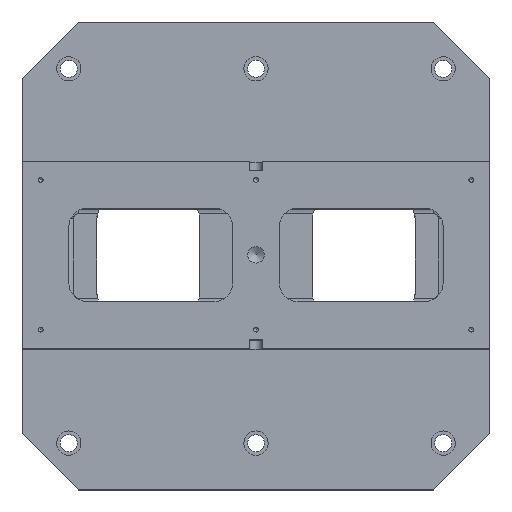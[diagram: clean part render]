
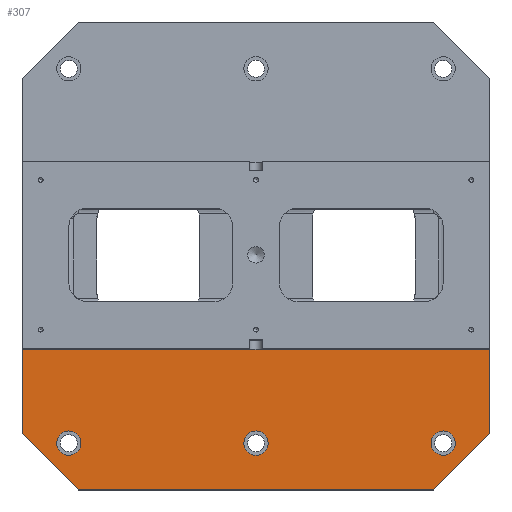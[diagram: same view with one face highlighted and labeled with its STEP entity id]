
A CAD part, top view. The second image highlights one B-rep face of the part: STEP entity #307.
In plain terms, the highlighted planar face has unit normal (0, 0, 1).
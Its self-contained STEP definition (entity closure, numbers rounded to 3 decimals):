
#307 = ADVANCED_FACE( '', ( #1344, #1345, #1346, #1347 ), #1348, .T. );
#1344 = FACE_BOUND( '', #12570, .T. );
#1345 = FACE_BOUND( '', #12571, .T. );
#1346 = FACE_BOUND( '', #12572, .T. );
#1347 = FACE_OUTER_BOUND( '', #12573, .T. );
#1348 = PLANE( '', #12574 );
#12570 = EDGE_LOOP( '', ( #24656 ) );
#12571 = EDGE_LOOP( '', ( #24657 ) );
#12572 = EDGE_LOOP( '', ( #24658 ) );
#12573 = EDGE_LOOP( '', ( #24659, #24660, #24661, #24662, #24663, #24664 ) );
#12574 = AXIS2_PLACEMENT_3D( '', #24665, #24666, #24667 );
#24656 = ORIENTED_EDGE( '', *, *, #29356, .T. );
#24657 = ORIENTED_EDGE( '', *, *, #29362, .T. );
#24658 = ORIENTED_EDGE( '', *, *, #29365, .T. );
#24659 = ORIENTED_EDGE( '', *, *, #29477, .T. );
#24660 = ORIENTED_EDGE( '', *, *, #29478, .T. );
#24661 = ORIENTED_EDGE( '', *, *, #29479, .T. );
#24662 = ORIENTED_EDGE( '', *, *, #29040, .T. );
#24663 = ORIENTED_EDGE( '', *, *, #29429, .T. );
#24664 = ORIENTED_EDGE( '', *, *, #29373, .T. );
#24665 = CARTESIAN_POINT( '', ( -250., -250., 50. ) );
#24666 = DIRECTION( '', ( 0., 0., 1. ) );
#24667 = DIRECTION( '', ( 1., 0., 0. ) );
#29040 = EDGE_CURVE( '', #31306, #31304, #31307, .T. );
#29356 = EDGE_CURVE( '', #31832, #31832, #31833, .T. );
#29362 = EDGE_CURVE( '', #31844, #31844, #31845, .T. );
#29365 = EDGE_CURVE( '', #31850, #31850, #31851, .T. );
#29373 = EDGE_CURVE( '', #31866, #31867, #31868, .F. );
#29429 = EDGE_CURVE( '', #31304, #31866, #31970, .T. );
#29477 = EDGE_CURVE( '', #31867, #32060, #32061, .T. );
#29478 = EDGE_CURVE( '', #32060, #32062, #32063, .F. );
#29479 = EDGE_CURVE( '', #32062, #31306, #32064, .T. );
#31304 = VERTEX_POINT( '', #40096 );
#31306 = VERTEX_POINT( '', #40099 );
#31307 = LINE( '', #40100, #40101 );
#31832 = VERTEX_POINT( '', #40904 );
#31833 = CIRCLE( '', #40905, 13. );
#31844 = VERTEX_POINT( '', #40916 );
#31845 = CIRCLE( '', #40917, 13. );
#31850 = VERTEX_POINT( '', #40922 );
#31851 = CIRCLE( '', #40923, 13. );
#31866 = VERTEX_POINT( '', #40938 );
#31867 = VERTEX_POINT( '', #40939 );
#31868 = LINE( '', #40940, #40941 );
#31970 = LINE( '', #41098, #41099 );
#32060 = VERTEX_POINT( '', #41236 );
#32061 = LINE( '', #41237, #41238 );
#32062 = VERTEX_POINT( '', #41239 );
#32063 = LINE( '', #41240, #41241 );
#32064 = LINE( '', #41242, #41243 );
#40096 = CARTESIAN_POINT( '', ( -250., -100., 50. ) );
#40099 = CARTESIAN_POINT( '', ( 250., -100., 50. ) );
#40100 = CARTESIAN_POINT( '', ( -250., -100., 50. ) );
#40101 = VECTOR( '', #48726, 1000. );
#40904 = CARTESIAN_POINT( '', ( -200., -213., 50. ) );
#40905 = AXIS2_PLACEMENT_3D( '', #49086, #49087, #49088 );
#40916 = CARTESIAN_POINT( '', ( 0., -213., 50. ) );
#40917 = AXIS2_PLACEMENT_3D( '', #49104, #49105, #49106 );
#40922 = CARTESIAN_POINT( '', ( 200., -213., 50. ) );
#40923 = AXIS2_PLACEMENT_3D( '', #49113, #49114, #49115 );
#40938 = CARTESIAN_POINT( '', ( -250., -190., 50. ) );
#40939 = CARTESIAN_POINT( '', ( -190., -250., 50. ) );
#40940 = CARTESIAN_POINT( '', ( -220., -220., 50. ) );
#40941 = VECTOR( '', #49137, 1000. );
#41098 = CARTESIAN_POINT( '', ( -250., 250., 50. ) );
#41099 = VECTOR( '', #49193, 1000. );
#41236 = CARTESIAN_POINT( '', ( 190., -250., 50. ) );
#41237 = CARTESIAN_POINT( '', ( -250., -250., 50. ) );
#41238 = VECTOR( '', #49241, 1000. );
#41239 = CARTESIAN_POINT( '', ( 250., -190., 50. ) );
#41240 = CARTESIAN_POINT( '', ( -30., -470., 50. ) );
#41241 = VECTOR( '', #49242, 1000. );
#41242 = CARTESIAN_POINT( '', ( 250., -250., 50. ) );
#41243 = VECTOR( '', #49243, 1000. );
#48726 = DIRECTION( '', ( -1., 0., 0. ) );
#49086 = CARTESIAN_POINT( '', ( -200., -200., 50. ) );
#49087 = DIRECTION( '', ( 0., 0., -1. ) );
#49088 = DIRECTION( '', ( 0., -1., 0. ) );
#49104 = CARTESIAN_POINT( '', ( 0., -200., 50. ) );
#49105 = DIRECTION( '', ( 0., 0., -1. ) );
#49106 = DIRECTION( '', ( 0., -1., 0. ) );
#49113 = CARTESIAN_POINT( '', ( 200., -200., 50. ) );
#49114 = DIRECTION( '', ( 0., 0., -1. ) );
#49115 = DIRECTION( '', ( 0., -1., 0. ) );
#49137 = DIRECTION( '', ( -0.707, 0.707, 0. ) );
#49193 = DIRECTION( '', ( 0., -1., 0. ) );
#49241 = DIRECTION( '', ( 1., 0., 0. ) );
#49242 = DIRECTION( '', ( -0.707, -0.707, 0. ) );
#49243 = DIRECTION( '', ( 0., 1., 0. ) );
